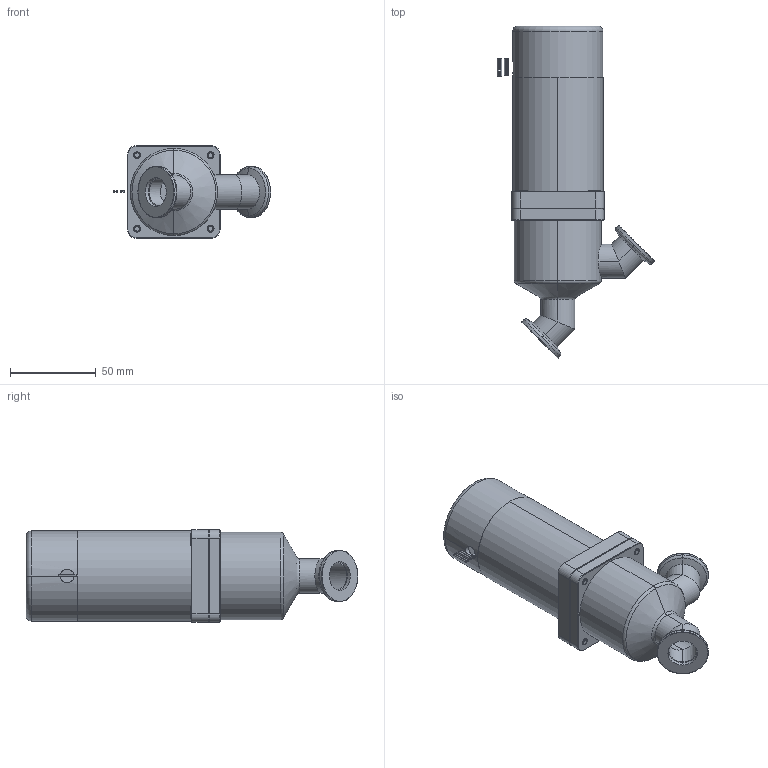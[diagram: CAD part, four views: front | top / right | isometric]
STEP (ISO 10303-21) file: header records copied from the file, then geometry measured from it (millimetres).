
FILE_DESCRIPTION (( 'STEP AP214' ), '1' );
FILE_NAME ('TL-750-EM-KF16-SST_ELECTROMAGNETIC_INLINE_VALVE_KF16_VITON_BONNET.STEP', '2025-02-13T16:59:41', ( '' ), ( '' ), 'SwSTEP 2.0', 'SolidWorks 2023', '' );
FILE_SCHEMA (( 'AUTOMOTIVE_DESIGN' ));
Length unit declared in the file: inch
Products named in the file (1): TL-750-EM-KF16-SST_ELECTROMAGNETIC_INLINE_VALVE_KF16_VITON_BONNET
Bounding box: 91.99 x 194.07 x 54 mm (x, y, z)
Volume: 90637.5 mm3; surface area: 71198.4 mm2
Topology: 20 solids, 20 shells, 376 faces, 808 edges, 502 vertices
Faces by surface type: cylinder 160, plane 142, torus 40, cone 34
Entity records: 10988 total; most frequent: CARTESIAN_POINT 2239, DIRECTION 1926, ORIENTED_EDGE 1616, EDGE_CURVE 808, AXIS2_PLACEMENT_3D 773, VERTEX_POINT 502, EDGE_LOOP 442, CIRCLE 396
